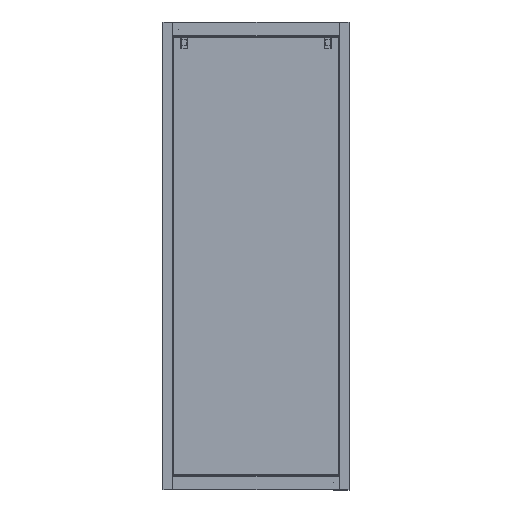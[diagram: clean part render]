
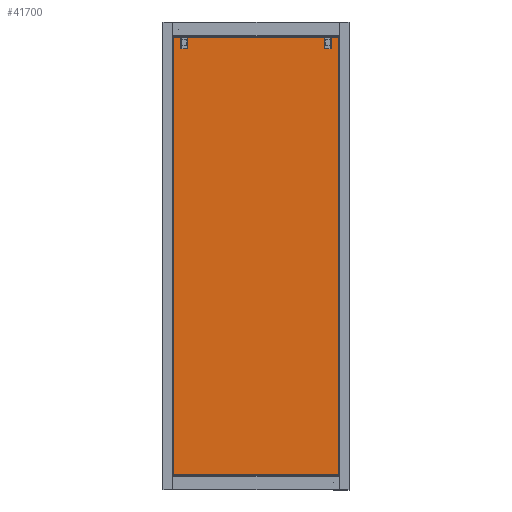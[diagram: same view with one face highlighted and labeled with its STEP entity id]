
A CAD part, top view. The second image highlights one B-rep face of the part: STEP entity #41700.
In plain terms, the highlighted face is planar.
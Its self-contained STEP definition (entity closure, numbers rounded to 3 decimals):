
#1248 = DIRECTION ( 'NONE',  ( 1., 0., 0. ) ) ;
#2104 = VERTEX_POINT ( 'NONE', #5237 ) ;
#2114 = VECTOR ( 'NONE', #30750, 1000. ) ;
#2161 = CARTESIAN_POINT ( 'NONE',  ( 676.5, 1865., -1. ) ) ;
#2435 = VERTEX_POINT ( 'NONE', #14609 ) ;
#2703 = CARTESIAN_POINT ( 'NONE',  ( 710.859, 2., -1. ) ) ;
#2872 = CARTESIAN_POINT ( 'NONE',  ( 710., 1875., -1. ) ) ;
#3846 = VECTOR ( 'NONE', #1248, 1000. ) ;
#4013 = LINE ( 'NONE', #23932, #35533 ) ;
#4476 = EDGE_CURVE ( 'NONE', #33330, #14920, #32803, .T. ) ;
#4797 = CARTESIAN_POINT ( 'NONE',  ( 61.5, 1827., -1. ) ) ;
#4909 = CARTESIAN_POINT ( 'NONE',  ( 710., 2., -1. ) ) ;
#5237 = CARTESIAN_POINT ( 'NONE',  ( 61.5, 1865., -1. ) ) ;
#5793 = LINE ( 'NONE', #2161, #30081 ) ;
#6081 = DIRECTION ( 'NONE',  ( 0., -1., 0. ) ) ;
#7627 = CARTESIAN_POINT ( 'NONE',  ( 1.141, 1875., -1. ) ) ;
#7861 = CARTESIAN_POINT ( 'NONE',  ( 676.5, 1865., -1. ) ) ;
#8126 = LINE ( 'NONE', #21201, #14479 ) ;
#8732 = EDGE_CURVE ( 'NONE', #19046, #8928, #17706, .T. ) ;
#8836 = EDGE_LOOP ( 'NONE', ( #13532, #27062, #16918, #25677 ) ) ;
#8928 = VERTEX_POINT ( 'NONE', #2872 ) ;
#8962 = VECTOR ( 'NONE', #6081, 1000. ) ;
#9264 = CARTESIAN_POINT ( 'NONE',  ( 61.5, 1827., -1. ) ) ;
#9302 = LINE ( 'NONE', #35426, #8962 ) ;
#9397 = VERTEX_POINT ( 'NONE', #36403 ) ;
#9904 = EDGE_CURVE ( 'NONE', #14920, #19046, #30991, .T. ) ;
#10357 = EDGE_CURVE ( 'NONE', #2104, #24730, #9302, .T. ) ;
#10534 = EDGE_CURVE ( 'NONE', #34279, #9397, #8126, .T. ) ;
#11512 = CARTESIAN_POINT ( 'NONE',  ( 61.5, 1865., -1. ) ) ;
#11618 = ORIENTED_EDGE ( 'NONE', *, *, #10534, .F. ) ;
#12733 = ORIENTED_EDGE ( 'NONE', *, *, #21518, .T. ) ;
#13532 = ORIENTED_EDGE ( 'NONE', *, *, #10357, .F. ) ;
#14381 = VECTOR ( 'NONE', #28963, 1000. ) ;
#14479 = VECTOR ( 'NONE', #41119, 1000. ) ;
#14609 = CARTESIAN_POINT ( 'NONE',  ( 676.5, 1827., -1. ) ) ;
#14654 = ORIENTED_EDGE ( 'NONE', *, *, #9904, .T. ) ;
#14730 = CARTESIAN_POINT ( 'NONE',  ( 2., 1.141, -1. ) ) ;
#14920 = VERTEX_POINT ( 'NONE', #33958 ) ;
#15185 = ORIENTED_EDGE ( 'NONE', *, *, #40057, .F. ) ;
#15660 = CARTESIAN_POINT ( 'NONE',  ( 35.5, 1827., -1. ) ) ;
#16769 = VERTEX_POINT ( 'NONE', #15660 ) ;
#16918 = ORIENTED_EDGE ( 'NONE', *, *, #40618, .F. ) ;
#17041 = VECTOR ( 'NONE', #41441, 1000. ) ;
#17453 = VERTEX_POINT ( 'NONE', #7861 ) ;
#17690 = PLANE ( 'NONE',  #25971 ) ;
#17706 = LINE ( 'NONE', #7627, #2114 ) ;
#19046 = VERTEX_POINT ( 'NONE', #24447 ) ;
#19854 = VECTOR ( 'NONE', #29787, 1000. ) ;
#19887 = DIRECTION ( 'NONE',  ( 0., -1., 0. ) ) ;
#20686 = ORIENTED_EDGE ( 'NONE', *, *, #4476, .T. ) ;
#21189 = ORIENTED_EDGE ( 'NONE', *, *, #36374, .F. ) ;
#21201 = CARTESIAN_POINT ( 'NONE',  ( 650.5, 1865., -1. ) ) ;
#21518 = EDGE_CURVE ( 'NONE', #8928, #33330, #31682, .T. ) ;
#22303 = EDGE_LOOP ( 'NONE', ( #15185, #39160, #11618, #21189 ) ) ;
#23367 = CARTESIAN_POINT ( 'NONE',  ( 35.5, 1865., -1. ) ) ;
#23553 = CARTESIAN_POINT ( 'NONE',  ( 650.5, 1827., -1. ) ) ;
#23722 = EDGE_CURVE ( 'NONE', #9397, #17453, #5793, .T. ) ;
#23932 = CARTESIAN_POINT ( 'NONE',  ( 676.5, 1865., -1. ) ) ;
#24447 = CARTESIAN_POINT ( 'NONE',  ( 2., 1875., -1. ) ) ;
#24730 = VERTEX_POINT ( 'NONE', #4797 ) ;
#25677 = ORIENTED_EDGE ( 'NONE', *, *, #42252, .F. ) ;
#25882 = CARTESIAN_POINT ( 'NONE',  ( 710., 1875.859, -1. ) ) ;
#25971 = AXIS2_PLACEMENT_3D ( 'NONE', #41242, #34150, #31598 ) ;
#27062 = ORIENTED_EDGE ( 'NONE', *, *, #32540, .F. ) ;
#27328 = FACE_BOUND ( 'NONE', #8836, .T. ) ;
#28185 = FACE_OUTER_BOUND ( 'NONE', #40786, .T. ) ;
#28299 = DIRECTION ( 'NONE',  ( 1., 0., 0. ) ) ;
#28832 = DIRECTION ( 'NONE',  ( -1., 0., 0. ) ) ;
#28886 = DIRECTION ( 'NONE',  ( 0., -1., 0. ) ) ;
#28963 = DIRECTION ( 'NONE',  ( -1., 0., 0. ) ) ;
#29367 = LINE ( 'NONE', #23367, #19854 ) ;
#29609 = VECTOR ( 'NONE', #40846, 1000. ) ;
#29787 = DIRECTION ( 'NONE',  ( 0., 1., 0. ) ) ;
#30081 = VECTOR ( 'NONE', #28299, 1000. ) ;
#30342 = ORIENTED_EDGE ( 'NONE', *, *, #8732, .T. ) ;
#30750 = DIRECTION ( 'NONE',  ( 1., 0., 0. ) ) ;
#30991 = LINE ( 'NONE', #14730, #29609 ) ;
#31598 = DIRECTION ( 'NONE',  ( -1., 0., 0. ) ) ;
#31682 = LINE ( 'NONE', #25882, #35038 ) ;
#31784 = VECTOR ( 'NONE', #28832, 1000. ) ;
#31999 = LINE ( 'NONE', #38636, #17041 ) ;
#32540 = EDGE_CURVE ( 'NONE', #38477, #2104, #37436, .T. ) ;
#32803 = LINE ( 'NONE', #2703, #31784 ) ;
#33330 = VERTEX_POINT ( 'NONE', #4909 ) ;
#33958 = CARTESIAN_POINT ( 'NONE',  ( 2., 2., -1. ) ) ;
#34150 = DIRECTION ( 'NONE',  ( 0., 0., -1. ) ) ;
#34279 = VERTEX_POINT ( 'NONE', #23553 ) ;
#35038 = VECTOR ( 'NONE', #28886, 1000. ) ;
#35426 = CARTESIAN_POINT ( 'NONE',  ( 61.5, 1865., -1. ) ) ;
#35533 = VECTOR ( 'NONE', #19887, 1000. ) ;
#36374 = EDGE_CURVE ( 'NONE', #2435, #34279, #31999, .T. ) ;
#36403 = CARTESIAN_POINT ( 'NONE',  ( 650.5, 1865., -1. ) ) ;
#37436 = LINE ( 'NONE', #11512, #3846 ) ;
#38204 = CARTESIAN_POINT ( 'NONE',  ( 35.5, 1865., -1. ) ) ;
#38477 = VERTEX_POINT ( 'NONE', #38204 ) ;
#38602 = LINE ( 'NONE', #9264, #14381 ) ;
#38636 = CARTESIAN_POINT ( 'NONE',  ( 676.5, 1827., -1. ) ) ;
#39160 = ORIENTED_EDGE ( 'NONE', *, *, #23722, .F. ) ;
#40057 = EDGE_CURVE ( 'NONE', #17453, #2435, #4013, .T. ) ;
#40618 = EDGE_CURVE ( 'NONE', #16769, #38477, #29367, .T. ) ;
#40786 = EDGE_LOOP ( 'NONE', ( #12733, #20686, #14654, #30342 ) ) ;
#40846 = DIRECTION ( 'NONE',  ( 0., 1., 0. ) ) ;
#41019 = FACE_BOUND ( 'NONE', #22303, .T. ) ;
#41119 = DIRECTION ( 'NONE',  ( 0., 1., 0. ) ) ;
#41242 = CARTESIAN_POINT ( 'NONE',  ( 0., 0., -1. ) ) ;
#41441 = DIRECTION ( 'NONE',  ( -1., 0., 0. ) ) ;
#41700 = ADVANCED_FACE ( 'NONE', ( #27328, #41019, #28185 ), #17690, .T. ) ;
#42252 = EDGE_CURVE ( 'NONE', #24730, #16769, #38602, .T. ) ;
